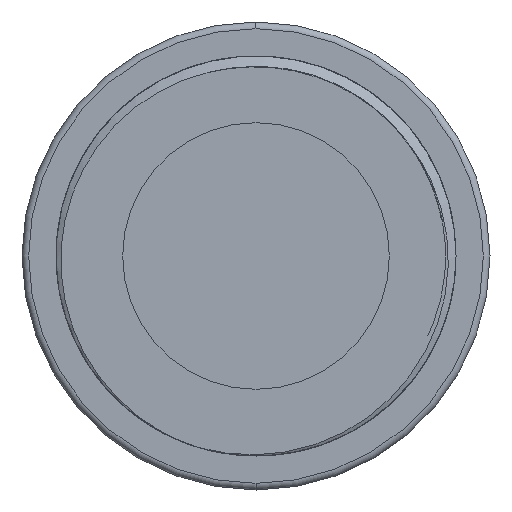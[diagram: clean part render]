
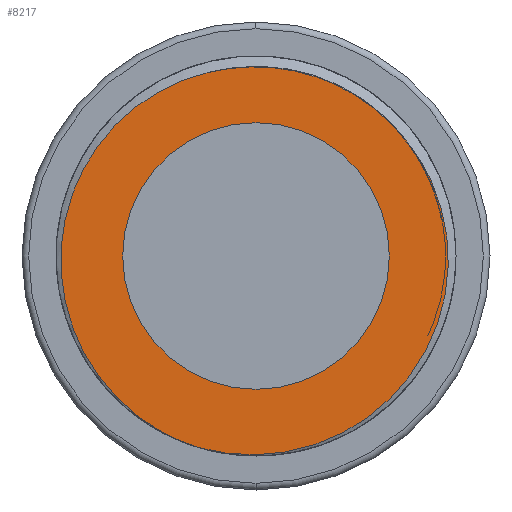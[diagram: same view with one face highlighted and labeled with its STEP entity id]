
A CAD part, front view. The second image highlights one B-rep face of the part: STEP entity #8217.
In plain terms, the highlighted planar face has unit normal (0, -1, 0).
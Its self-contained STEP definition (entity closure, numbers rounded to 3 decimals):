
#1129=CARTESIAN_POINT('',(-1.745,0.,-5.741));
#1130=CARTESIAN_POINT('',(-1.489,0.,-5.813));
#1131=CARTESIAN_POINT('',(-0.963,0.,-5.924));
#1132=CARTESIAN_POINT('',(-0.133,0.,-5.985));
#1133=CARTESIAN_POINT('',(0.744,0.,-5.923));
#1134=CARTESIAN_POINT('',(1.608,0.,-5.73));
#1135=CARTESIAN_POINT('',(2.424,0.,-5.415));
#1136=CARTESIAN_POINT('',(3.18,0.,-4.986));
#1137=CARTESIAN_POINT('',(3.858,0.,-4.458));
#1138=CARTESIAN_POINT('',(4.457,0.,-3.832));
#1139=CARTESIAN_POINT('',(4.955,0.,-3.128));
#1140=CARTESIAN_POINT('',(5.343,0.,-2.361));
#1141=CARTESIAN_POINT('',(5.614,0.,-1.545));
#1142=CARTESIAN_POINT('',(5.762,0.,-0.703));
#1143=CARTESIAN_POINT('',(5.784,0.,0.15));
#1144=CARTESIAN_POINT('',(5.681,0.,0.998));
#1145=CARTESIAN_POINT('',(5.456,0.,1.815));
#1146=CARTESIAN_POINT('',(5.111,0.,2.593));
#1147=CARTESIAN_POINT('',(4.811,0.,3.067));
#1148=CARTESIAN_POINT('',(4.642,0.,3.294));
#1150=CARTESIAN_POINT('',(0.,0.,0.));
#1151=DIRECTION('',(0.,1.,0.));
#1152=DIRECTION('',(-0.291,0.,-0.957));
#1153=AXIS2_PLACEMENT_3D('',#1150,#1151,#1152);
#1155=CARTESIAN_POINT('',(-1.439,0.,5.507));
#1156=CARTESIAN_POINT('',(-1.731,0.,5.438));
#1157=CARTESIAN_POINT('',(-2.296,0.,5.255));
#1158=CARTESIAN_POINT('',(-3.092,0.,4.852));
#1159=CARTESIAN_POINT('',(-3.823,0.,4.326));
#1160=CARTESIAN_POINT('',(-4.462,0.,3.694));
#1161=CARTESIAN_POINT('',(-4.997,0.,2.968));
#1162=CARTESIAN_POINT('',(-5.416,0.,2.162));
#1163=CARTESIAN_POINT('',(-5.703,0.,1.307));
#1164=CARTESIAN_POINT('',(-5.856,0.,0.407));
#1165=CARTESIAN_POINT('',(-5.868,0.,-0.501));
#1166=CARTESIAN_POINT('',(-5.739,0.,-1.407));
#1167=CARTESIAN_POINT('',(-5.47,0.,-2.284));
#1168=CARTESIAN_POINT('',(-5.071,0.,-3.108));
#1169=CARTESIAN_POINT('',(-4.544,0.,-3.867));
#1170=CARTESIAN_POINT('',(-3.91,0.,-4.532));
#1171=CARTESIAN_POINT('',(-3.174,0.,-5.097));
#1172=CARTESIAN_POINT('',(-2.636,0.,-5.392));
#1173=CARTESIAN_POINT('',(-2.353,0.,-5.519));
#1175=CARTESIAN_POINT('',(4.642,0.,3.294));
#1176=CARTESIAN_POINT('',(4.474,0.,3.52));
#1177=CARTESIAN_POINT('',(4.123,0.,3.935));
#1178=CARTESIAN_POINT('',(3.505,0.,4.482));
#1179=CARTESIAN_POINT('',(2.937,0.,4.863));
#1180=CARTESIAN_POINT('',(2.394,0.,5.148));
#1181=CARTESIAN_POINT('',(1.891,0.,5.35));
#1182=CARTESIAN_POINT('',(1.427,0.,5.491));
#1183=CARTESIAN_POINT('',(1.003,0.,5.584));
#1184=CARTESIAN_POINT('',(0.617,0.,5.641));
#1185=CARTESIAN_POINT('',(0.265,0.,5.669));
#1186=CARTESIAN_POINT('',(-0.054,0.,5.677));
#1187=CARTESIAN_POINT('',(-0.344,0.,5.668));
#1188=CARTESIAN_POINT('',(-0.607,0.,5.649));
#1189=CARTESIAN_POINT('',(-0.846,0.,5.62));
#1190=CARTESIAN_POINT('',(-1.064,0.,5.586));
#1191=CARTESIAN_POINT('',(-1.261,0.,5.548));
#1192=CARTESIAN_POINT('',(-1.381,0.,5.521));
#1193=CARTESIAN_POINT('',(-1.439,0.,5.507));
#1195=CARTESIAN_POINT('',(0.,0.,0.));
#1196=DIRECTION('',(0.,-1.,0.));
#1197=DIRECTION('',(1.,0.,0.));
#1198=AXIS2_PLACEMENT_3D('',#1195,#1196,#1197);
#1200=CARTESIAN_POINT('',(0.,0.,0.));
#1201=DIRECTION('',(0.,-1.,0.));
#1202=DIRECTION('',(-1.,0.,0.));
#1203=AXIS2_PLACEMENT_3D('',#1200,#1201,#1202);
#5575=VERTEX_POINT('',#1129);
#5576=VERTEX_POINT('',#1148);
#5577=VERTEX_POINT('',#1155);
#5578=VERTEX_POINT('',#1173);
#5701=CARTESIAN_POINT('',(4.,0.,0.));
#5702=CARTESIAN_POINT('',(-4.,0.,0.));
#5703=VERTEX_POINT('',#5701);
#5704=VERTEX_POINT('',#5702);
#8197=CARTESIAN_POINT('',(0.,0.,0.));
#8198=DIRECTION('',(0.,1.,0.));
#8199=DIRECTION('',(1.,0.,0.));
#8200=AXIS2_PLACEMENT_3D('',#8197,#8198,#8199);
#8201=PLANE('',#8200);
#8203=ORIENTED_EDGE('',*,*,#8202,.F.);
#8205=ORIENTED_EDGE('',*,*,#8204,.T.);
#8207=ORIENTED_EDGE('',*,*,#8206,.F.);
#8208=ORIENTED_EDGE('',*,*,#8180,.F.);
#8209=EDGE_LOOP('',(#8203,#8205,#8207,#8208));
#8210=FACE_OUTER_BOUND('',#8209,.F.);
#8212=ORIENTED_EDGE('',*,*,#8211,.T.);
#8214=ORIENTED_EDGE('',*,*,#8213,.T.);
#8215=EDGE_LOOP('',(#8212,#8214));
#8216=FACE_BOUND('',#8215,.F.);
#1149=B_SPLINE_CURVE_WITH_KNOTS('',3,(#1129,#1130,#1131,#1132,#1133,#1134,#1135,
#1136,#1137,#1138,#1139,#1140,#1141,#1142,#1143,#1144,#1145,#1146,#1147,#1148),
.UNSPECIFIED.,.F.,.F.,(4,1,1,1,1,1,1,1,1,1,1,1,1,1,1,1,1,4),(0.,
0.059,0.118,0.176,0.235,
0.294,0.353,0.412,0.471,
0.529,0.588,0.647,0.706,
0.765,0.824,0.882,0.941,1.),
.UNSPECIFIED.);
#1154=CIRCLE('',#1153,6.);
#1174=B_SPLINE_CURVE_WITH_KNOTS('',3,(#1155,#1156,#1157,#1158,#1159,#1160,#1161,
#1162,#1163,#1164,#1165,#1166,#1167,#1168,#1169,#1170,#1171,#1172,#1173),
.UNSPECIFIED.,.F.,.F.,(4,1,1,1,1,1,1,1,1,1,1,1,1,1,1,1,4),(0.,0.063,0.125,
0.188,0.25,0.313,0.375,0.438,0.5,0.563,0.625,0.688,
0.75,0.813,0.875,0.938,1.),.UNSPECIFIED.);
#1194=B_SPLINE_CURVE_WITH_KNOTS('',3,(#1175,#1176,#1177,#1178,#1179,#1180,#1181,
#1182,#1183,#1184,#1185,#1186,#1187,#1188,#1189,#1190,#1191,#1192,#1193),
.UNSPECIFIED.,.F.,.F.,(4,1,1,1,1,1,1,1,1,1,1,1,1,1,1,1,4),(0.,0.063,0.125,
0.188,0.25,0.313,0.375,0.438,0.5,0.563,0.625,0.688,
0.75,0.813,0.875,0.938,1.),.UNSPECIFIED.);
#1199=CIRCLE('',#1198,4.);
#1204=CIRCLE('',#1203,4.);
#8180=EDGE_CURVE('',#5576,#5577,#1194,.T.);
#8202=EDGE_CURVE('',#5575,#5576,#1149,.T.);
#8204=EDGE_CURVE('',#5575,#5578,#1154,.T.);
#8206=EDGE_CURVE('',#5577,#5578,#1174,.T.);
#8211=EDGE_CURVE('',#5703,#5704,#1199,.T.);
#8213=EDGE_CURVE('',#5704,#5703,#1204,.T.);
#8217=ADVANCED_FACE('',(#8210,#8216),#8201,.F.);
